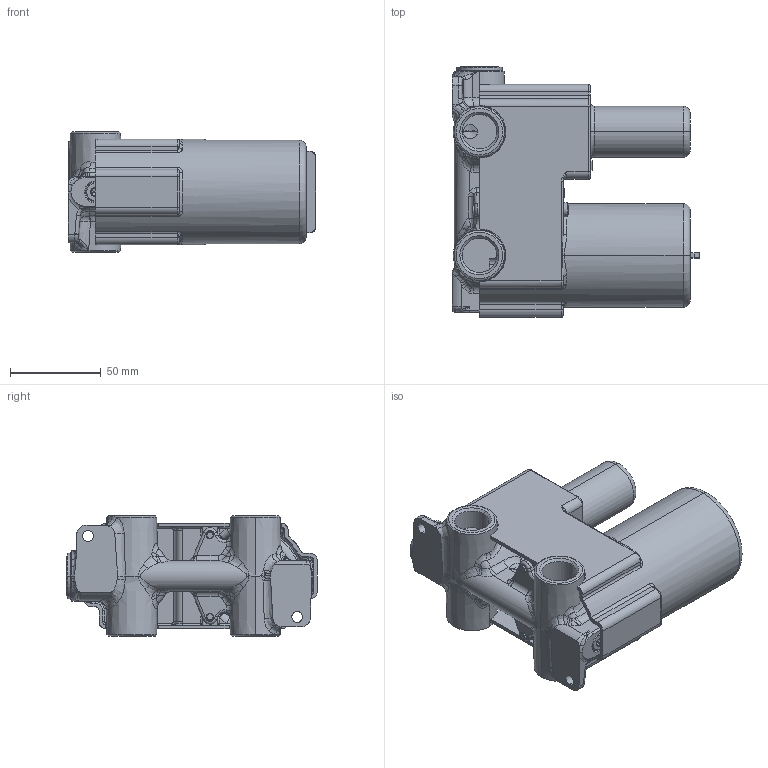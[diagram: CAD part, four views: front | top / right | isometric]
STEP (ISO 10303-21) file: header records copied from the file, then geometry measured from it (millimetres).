
FILE_DESCRIPTION((''),'2;1');
FILE_NAME('INC01835CR','2021-11-04T11:54:29',('ut3'),('PAFFONI SpA'),'CREO PARAMETRIC BY PTC INC, 2020044','CREO PARAMETRIC BY PTC INC, 2020044','');
FILE_SCHEMA(('CONFIG_CONTROL_DESIGN','SHAPE_APPEARANCE_LAYERS_GROUPS'));
Products named in the file (1): INC01835CR
Bounding box: 135.8 x 137.75 x 66 mm (x, y, z)
Volume: 316725.9 mm3; surface area: 166351.4 mm2
Topology: 2 solids, 2 shells, 2323 faces, 6065 edges, 3826 vertices
Faces by surface type: plane 1039, cylinder 482, extrusion 274, bspline 204, torus 173, cone 122, sphere 29
Entity records: 103429 total; most frequent: CARTESIAN_POINT 32223, ORIENTED_EDGE 12090, DIRECTION 9896, EDGE_CURVE 6045, VERTEX_POINT 3826, VECTOR 3320, AXIS2_PLACEMENT_3D 3288, LINE 3046
